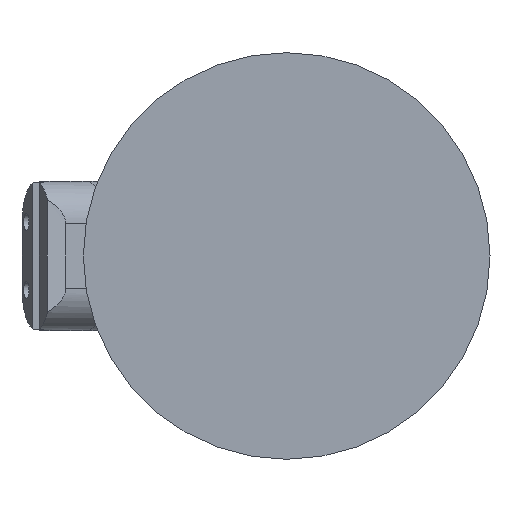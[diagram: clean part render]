
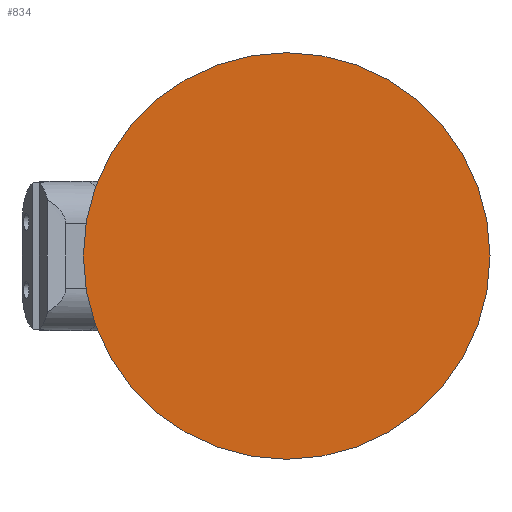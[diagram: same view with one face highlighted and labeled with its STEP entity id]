
A CAD part, front view. The second image highlights one B-rep face of the part: STEP entity #834.
In plain terms, the highlighted planar face has unit normal (0, -1, 0).
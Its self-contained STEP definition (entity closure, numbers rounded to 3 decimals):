
#65=CIRCLE('',#908,9.5);
#106=FACE_OUTER_BOUND('',#160,.T.);
#160=EDGE_LOOP('',(#561));
#353=VERTEX_POINT('',#1324);
#432=EDGE_CURVE('',#353,#353,#65,.T.);
#561=ORIENTED_EDGE('',*,*,#432,.F.);
#808=PLANE('',#907);
#834=ADVANCED_FACE('',(#106),#808,.F.);
#907=AXIS2_PLACEMENT_3D('',#1323,#1036,#1037);
#908=AXIS2_PLACEMENT_3D('',#1325,#1038,#1039);
#1036=DIRECTION('center_axis',(0.,1.,0.));
#1037=DIRECTION('ref_axis',(0.,0.,1.));
#1038=DIRECTION('center_axis',(0.,1.,0.));
#1039=DIRECTION('ref_axis',(0.,0.,1.));
#1323=CARTESIAN_POINT('Origin',(0.,0.,0.));
#1324=CARTESIAN_POINT('',(0.,0.,-9.5));
#1325=CARTESIAN_POINT('Origin',(0.,0.,0.));
